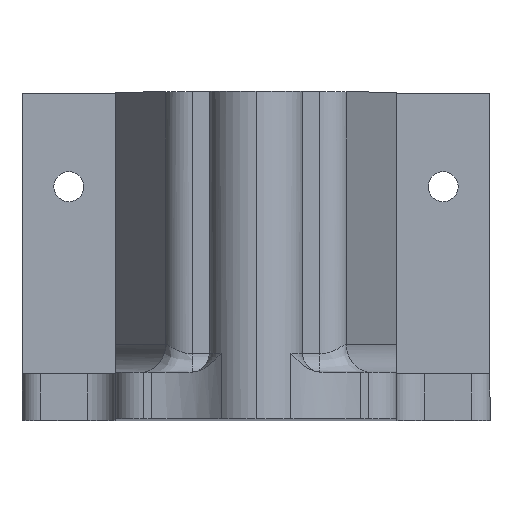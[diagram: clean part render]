
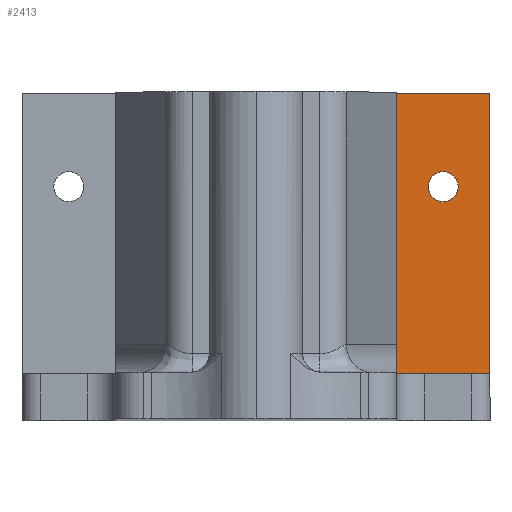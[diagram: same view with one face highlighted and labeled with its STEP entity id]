
A CAD part, top view. The second image highlights one B-rep face of the part: STEP entity #2413.
In plain terms, the highlighted planar face has unit normal (0, 0, 1).
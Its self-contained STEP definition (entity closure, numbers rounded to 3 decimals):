
#22 = EDGE_CURVE ( 'NONE', #2029, #1646, #2573, .T. ) ;
#34 = EDGE_CURVE ( 'NONE', #1458, #1594, #2448, .T. ) ;
#36 = DIRECTION ( 'NONE',  ( 1., 0., 0. ) ) ;
#94 = CIRCLE ( 'NONE', #1504, 1.6 ) ;
#134 = CARTESIAN_POINT ( 'NONE',  ( -10., 85.359, -104. ) ) ;
#167 = VERTEX_POINT ( 'NONE', #1816 ) ;
#276 = EDGE_CURVE ( 'NONE', #167, #1793, #1350, .T. ) ;
#302 = ORIENTED_EDGE ( 'NONE', *, *, #34, .T. ) ;
#318 = VECTOR ( 'NONE', #36, 1000. ) ;
#326 = FACE_OUTER_BOUND ( 'NONE', #393, .T. ) ;
#338 = FACE_BOUND ( 'NONE', #780, .T. ) ;
#382 = DIRECTION ( 'NONE',  ( 1., 0., 0. ) ) ;
#393 = EDGE_LOOP ( 'NONE', ( #302, #1580, #1732, #2630 ) ) ;
#395 = DIRECTION ( 'NONE',  ( 0., 0., 1. ) ) ;
#406 = EDGE_CURVE ( 'NONE', #1594, #1793, #1604, .T. ) ;
#429 = LINE ( 'NONE', #1231, #318 ) ;
#643 = CARTESIAN_POINT ( 'NONE',  ( 30., 96.774, -104. ) ) ;
#780 = EDGE_LOOP ( 'NONE', ( #2528, #1955 ) ) ;
#920 = CARTESIAN_POINT ( 'NONE',  ( 40., 85.359, -104. ) ) ;
#1019 = VECTOR ( 'NONE', #2163, 1000. ) ;
#1135 = DIRECTION ( 'NONE',  ( 0., 0., 1. ) ) ;
#1207 = DIRECTION ( 'NONE',  ( -1., 0., 0. ) ) ;
#1231 = CARTESIAN_POINT ( 'NONE',  ( -10., 35., -104. ) ) ;
#1282 = AXIS2_PLACEMENT_3D ( 'NONE', #2273, #395, #1619 ) ;
#1350 = LINE ( 'NONE', #920, #1019 ) ;
#1458 = VERTEX_POINT ( 'NONE', #2585 ) ;
#1504 = AXIS2_PLACEMENT_3D ( 'NONE', #1698, #1135, #2561 ) ;
#1580 = ORIENTED_EDGE ( 'NONE', *, *, #406, .T. ) ;
#1594 = VERTEX_POINT ( 'NONE', #2355 ) ;
#1604 = LINE ( 'NONE', #2060, #1806 ) ;
#1619 = DIRECTION ( 'NONE',  ( 1., 0., 0. ) ) ;
#1646 = VERTEX_POINT ( 'NONE', #2221 ) ;
#1698 = CARTESIAN_POINT ( 'NONE',  ( 35., 25., -104. ) ) ;
#1732 = ORIENTED_EDGE ( 'NONE', *, *, #276, .F. ) ;
#1745 = EDGE_CURVE ( 'NONE', #1458, #167, #429, .T. ) ;
#1756 = VECTOR ( 'NONE', #1841, 1000. ) ;
#1793 = VERTEX_POINT ( 'NONE', #2094 ) ;
#1806 = VECTOR ( 'NONE', #382, 1000. ) ;
#1816 = CARTESIAN_POINT ( 'NONE',  ( 40., 35., -104. ) ) ;
#1841 = DIRECTION ( 'NONE',  ( 0., -1., 0. ) ) ;
#1955 = ORIENTED_EDGE ( 'NONE', *, *, #22, .F. ) ;
#1963 = EDGE_CURVE ( 'NONE', #1646, #2029, #94, .T. ) ;
#2014 = CARTESIAN_POINT ( 'NONE',  ( 33.4, 25., -104. ) ) ;
#2029 = VERTEX_POINT ( 'NONE', #2014 ) ;
#2060 = CARTESIAN_POINT ( 'NONE',  ( 0., 5., -104. ) ) ;
#2094 = CARTESIAN_POINT ( 'NONE',  ( 40., 5., -104. ) ) ;
#2163 = DIRECTION ( 'NONE',  ( 0., -1., 0. ) ) ;
#2207 = AXIS2_PLACEMENT_3D ( 'NONE', #134, #2440, #1207 ) ;
#2221 = CARTESIAN_POINT ( 'NONE',  ( 36.6, 25., -104. ) ) ;
#2273 = CARTESIAN_POINT ( 'NONE',  ( 35., 25., -104. ) ) ;
#2355 = CARTESIAN_POINT ( 'NONE',  ( 30., 5., -104. ) ) ;
#2413 = ADVANCED_FACE ( 'NONE', ( #338, #326 ), #2574, .F. ) ;
#2440 = DIRECTION ( 'NONE',  ( 0., 0., -1. ) ) ;
#2448 = LINE ( 'NONE', #643, #1756 ) ;
#2528 = ORIENTED_EDGE ( 'NONE', *, *, #1963, .F. ) ;
#2561 = DIRECTION ( 'NONE',  ( 1., 0., 0. ) ) ;
#2573 = CIRCLE ( 'NONE', #1282, 1.6 ) ;
#2574 = PLANE ( 'NONE',  #2207 ) ;
#2585 = CARTESIAN_POINT ( 'NONE',  ( 30., 35., -104. ) ) ;
#2630 = ORIENTED_EDGE ( 'NONE', *, *, #1745, .F. ) ;
